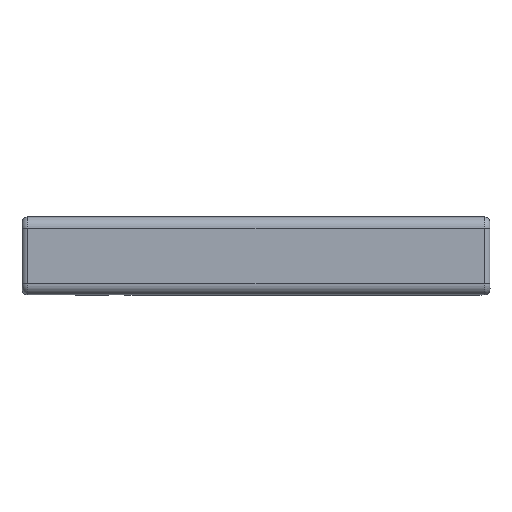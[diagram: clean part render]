
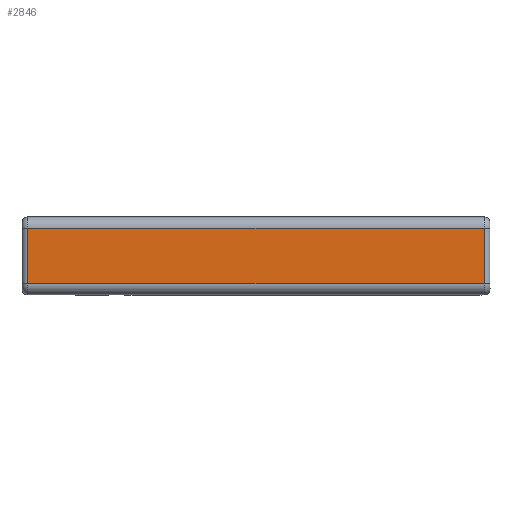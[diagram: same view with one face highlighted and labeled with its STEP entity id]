
A CAD part, left-side view. The second image highlights one B-rep face of the part: STEP entity #2846.
In plain terms, the highlighted planar face has unit normal (-1, 0, 0).
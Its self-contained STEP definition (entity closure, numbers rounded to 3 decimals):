
#65 = PLANE ( 'NONE',  #1470 ) ;
#156 = VERTEX_POINT ( 'NONE', #5631 ) ;
#243 = VECTOR ( 'NONE', #8162, 1000. ) ;
#698 = VERTEX_POINT ( 'NONE', #8581 ) ;
#1181 = VECTOR ( 'NONE', #1692, 1000. ) ;
#1398 = LINE ( 'NONE', #2495, #2528 ) ;
#1470 = AXIS2_PLACEMENT_3D ( 'NONE', #9117, #9220, #5402 ) ;
#1692 = DIRECTION ( 'NONE',  ( 0., -1., 0. ) ) ;
#1757 = ORIENTED_EDGE ( 'NONE', *, *, #4378, .T. ) ;
#1891 = DIRECTION ( 'NONE',  ( 0., -1., 0. ) ) ;
#1918 = CARTESIAN_POINT ( 'NONE',  ( -80., -80., 4. ) ) ;
#2495 = CARTESIAN_POINT ( 'NONE',  ( -80., 82., 4. ) ) ;
#2528 = VECTOR ( 'NONE', #8458, 1000. ) ;
#2675 = VECTOR ( 'NONE', #1891, 1000. ) ;
#2846 = ADVANCED_FACE ( 'NONE', ( #7069 ), #65, .T. ) ;
#2982 = EDGE_LOOP ( 'NONE', ( #9022, #7359, #5798, #1757 ) ) ;
#3146 = LINE ( 'NONE', #4383, #243 ) ;
#3950 = EDGE_CURVE ( 'NONE', #9332, #156, #8768, .T. ) ;
#4245 = CARTESIAN_POINT ( 'NONE',  ( -80., 82., 4. ) ) ;
#4378 = EDGE_CURVE ( 'NONE', #698, #156, #3146, .T. ) ;
#4383 = CARTESIAN_POINT ( 'NONE',  ( -80., -82., 24. ) ) ;
#5320 = CARTESIAN_POINT ( 'NONE',  ( -80., -80., 24. ) ) ;
#5402 = DIRECTION ( 'NONE',  ( 0., 0., 1. ) ) ;
#5631 = CARTESIAN_POINT ( 'NONE',  ( -80., -82., 24. ) ) ;
#5663 = CARTESIAN_POINT ( 'NONE',  ( -80., 82., 24. ) ) ;
#5798 = ORIENTED_EDGE ( 'NONE', *, *, #9329, .T. ) ;
#7069 = FACE_OUTER_BOUND ( 'NONE', #2982, .T. ) ;
#7359 = ORIENTED_EDGE ( 'NONE', *, *, #8076, .T. ) ;
#7454 = LINE ( 'NONE', #1918, #2675 ) ;
#8076 = EDGE_CURVE ( 'NONE', #9332, #8313, #1398, .T. ) ;
#8162 = DIRECTION ( 'NONE',  ( 0., 0., 1. ) ) ;
#8313 = VERTEX_POINT ( 'NONE', #4245 ) ;
#8458 = DIRECTION ( 'NONE',  ( 0., 0., -1. ) ) ;
#8581 = CARTESIAN_POINT ( 'NONE',  ( -80., -82., 4. ) ) ;
#8768 = LINE ( 'NONE', #5320, #1181 ) ;
#9022 = ORIENTED_EDGE ( 'NONE', *, *, #3950, .F. ) ;
#9117 = CARTESIAN_POINT ( 'NONE',  ( -80., -80., 24. ) ) ;
#9220 = DIRECTION ( 'NONE',  ( -1., 0., 0. ) ) ;
#9329 = EDGE_CURVE ( 'NONE', #8313, #698, #7454, .T. ) ;
#9332 = VERTEX_POINT ( 'NONE', #5663 ) ;
